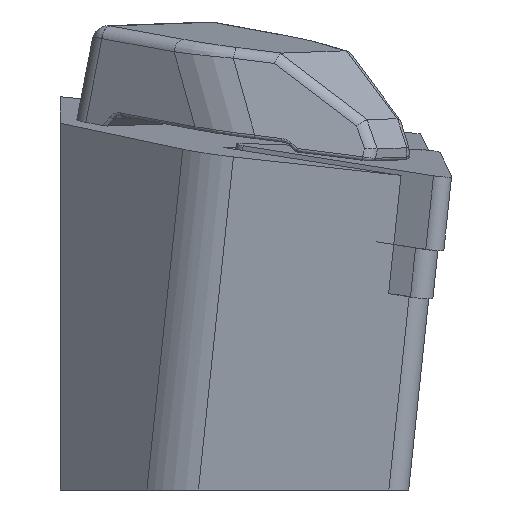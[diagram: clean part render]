
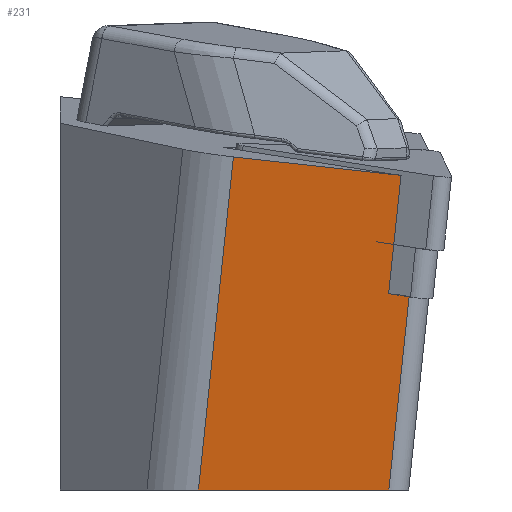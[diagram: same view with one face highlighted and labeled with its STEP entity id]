
A CAD part, left-side view. The second image highlights one B-rep face of the part: STEP entity #231.
In plain terms, the highlighted planar face has unit normal (-0.993, 0.063, -0.098).
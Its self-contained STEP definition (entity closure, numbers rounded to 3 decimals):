
#231=ADVANCED_FACE('',(#365),#322,.T.);
#322=PLANE('',#1714);
#365=FACE_OUTER_BOUND('',#458,.T.);
#458=EDGE_LOOP('',(#921,#922,#923,#924,#925,#926,#927));
#550=LINE('',#2377,#684);
#554=LINE('',#2390,#688);
#568=LINE('',#2422,#702);
#583=LINE('',#2460,#717);
#592=LINE('',#2479,#726);
#593=LINE('',#2481,#727);
#594=LINE('',#2482,#728);
#684=VECTOR('',#1895,1.);
#688=VECTOR('',#1907,1.);
#702=VECTOR('',#1929,1.);
#717=VECTOR('',#1960,1.);
#726=VECTOR('',#1983,1.);
#727=VECTOR('',#1984,1.);
#728=VECTOR('',#1985,1.);
#921=ORIENTED_EDGE('',*,*,#1472,.T.);
#922=ORIENTED_EDGE('',*,*,#1473,.F.);
#923=ORIENTED_EDGE('',*,*,#1421,.F.);
#924=ORIENTED_EDGE('',*,*,#1463,.F.);
#925=ORIENTED_EDGE('',*,*,#1474,.T.);
#926=ORIENTED_EDGE('',*,*,#1442,.F.);
#927=ORIENTED_EDGE('',*,*,#1427,.F.);
#1274=VERTEX_POINT('',#2376);
#1275=VERTEX_POINT('',#2378);
#1279=VERTEX_POINT('',#2389);
#1280=VERTEX_POINT('',#2391);
#1294=VERTEX_POINT('',#2423);
#1308=VERTEX_POINT('',#2459);
#1312=VERTEX_POINT('',#2480);
#1421=EDGE_CURVE('',#1274,#1275,#550,.T.);
#1427=EDGE_CURVE('',#1279,#1280,#554,.T.);
#1442=EDGE_CURVE('',#1280,#1294,#568,.T.);
#1463=EDGE_CURVE('',#1308,#1274,#583,.T.);
#1472=EDGE_CURVE('',#1279,#1312,#592,.T.);
#1473=EDGE_CURVE('',#1275,#1312,#593,.T.);
#1474=EDGE_CURVE('',#1308,#1294,#594,.T.);
#1714=AXIS2_PLACEMENT_3D('',#2483,#1986,#1987);
#1895=DIRECTION('',(0.105,0.104,-0.989));
#1907=DIRECTION('',(0.105,0.104,-0.989));
#1929=DIRECTION('',(0.063,0.998,0.));
#1960=DIRECTION('',(-0.052,-0.993,-0.11));
#1983=DIRECTION('',(0.052,0.993,0.11));
#1984=DIRECTION('',(0.105,0.104,-0.989));
#1985=DIRECTION('',(0.105,0.104,-0.989));
#1986=DIRECTION('',(-0.993,0.063,-0.098));
#1987=DIRECTION('',(-0.099,0.,0.995));
#2376=CARTESIAN_POINT('',(-150.635,2.482,85.124));
#2377=CARTESIAN_POINT('',(-168.487,-15.272,254.039));
#2378=CARTESIAN_POINT('',(-150.169,2.945,80.713));
#2389=CARTESIAN_POINT('',(-149.906,1.955,77.422));
#2390=CARTESIAN_POINT('',(-168.556,-16.593,253.893));
#2391=CARTESIAN_POINT('',(-148.595,3.259,65.021));
#2422=CARTESIAN_POINT('',(-148.861,-0.935,65.021));
#2423=CARTESIAN_POINT('',(-147.824,15.429,65.021));
#2459=CARTESIAN_POINT('',(-150.074,13.192,86.309));
#2460=CARTESIAN_POINT('',(-150.806,-0.773,84.764));
#2479=CARTESIAN_POINT('',(-149.906,1.955,77.422));
#2480=CARTESIAN_POINT('',(-149.837,3.276,77.568));
#2481=CARTESIAN_POINT('',(-168.487,-15.272,254.039));
#2482=CARTESIAN_POINT('',(-167.925,-4.562,255.225));
#2483=CARTESIAN_POINT('',(-168.556,-16.593,253.893));
